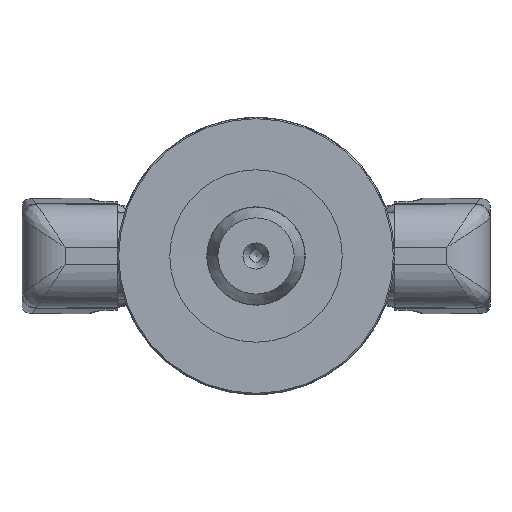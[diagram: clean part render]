
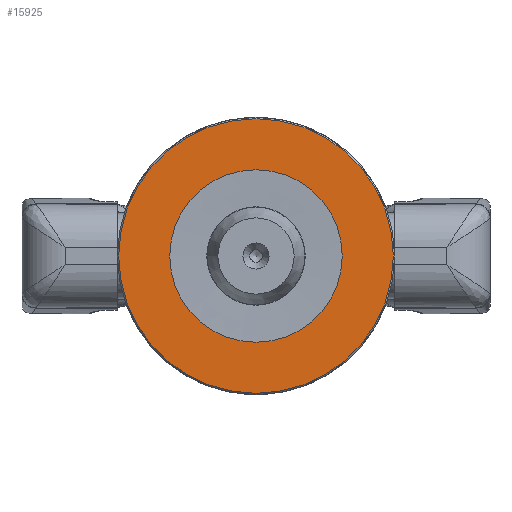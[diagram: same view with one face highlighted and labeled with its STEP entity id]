
A CAD part, front view. The second image highlights one B-rep face of the part: STEP entity #15925.
In plain terms, the highlighted face is planar.
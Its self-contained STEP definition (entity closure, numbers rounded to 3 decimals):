
#127=FACE_BOUND('',#4741,.T.);
#3021=PLANE('',#17051);
#3744=FACE_OUTER_BOUND('',#4740,.T.);
#4740=EDGE_LOOP('',(#13230));
#4741=EDGE_LOOP('',(#13231));
#5447=CIRCLE('',#17048,22.3);
#5449=CIRCLE('',#17052,14.);
#7347=VERTEX_POINT('',#42660);
#7349=VERTEX_POINT('',#42666);
#9431=EDGE_CURVE('',#7347,#7347,#5447,.T.);
#9433=EDGE_CURVE('',#7349,#7349,#5449,.T.);
#13230=ORIENTED_EDGE('',*,*,#9431,.F.);
#13231=ORIENTED_EDGE('',*,*,#9433,.F.);
#15925=ADVANCED_FACE('',(#3744,#127),#3021,.F.);
#17048=AXIS2_PLACEMENT_3D('',#42661,#19197,#19198);
#17051=AXIS2_PLACEMENT_3D('',#42665,#19203,#19204);
#17052=AXIS2_PLACEMENT_3D('',#42667,#19205,#19206);
#19197=DIRECTION('center_axis',(0.,0.,1.));
#19198=DIRECTION('ref_axis',(-1.,0.,0.));
#19203=DIRECTION('center_axis',(0.,0.,1.));
#19204=DIRECTION('ref_axis',(1.,0.,0.));
#19205=DIRECTION('center_axis',(0.,0.,-1.));
#19206=DIRECTION('ref_axis',(-1.,0.,0.));
#42660=CARTESIAN_POINT('',(22.3,0.,0.));
#42661=CARTESIAN_POINT('Origin',(0.,0.,0.));
#42665=CARTESIAN_POINT('Origin',(0.,0.,0.));
#42666=CARTESIAN_POINT('',(14.,0.,0.));
#42667=CARTESIAN_POINT('Origin',(0.,0.,0.));
